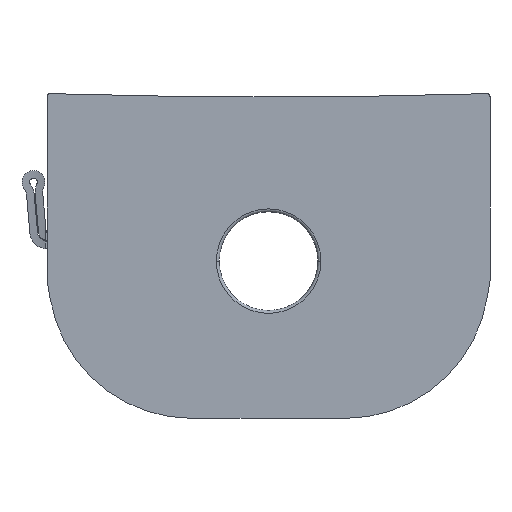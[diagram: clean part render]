
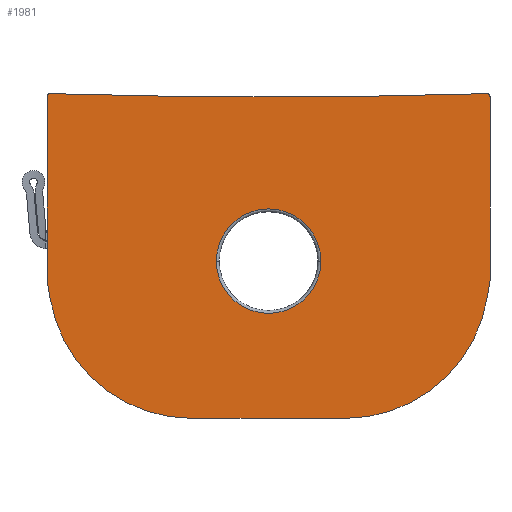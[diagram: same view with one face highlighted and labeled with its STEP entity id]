
A CAD part, left-side view. The second image highlights one B-rep face of the part: STEP entity #1981.
In plain terms, the highlighted planar face has unit normal (-1, 0, 0).
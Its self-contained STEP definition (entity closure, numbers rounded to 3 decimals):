
#660=AXIS2_PLACEMENT_3D('Circle Axis2P3D',#658,#659,$) ;
#1875=AXIS2_PLACEMENT_3D('Circle Axis2P3D',#1873,#1874,$) ;
#1895=AXIS2_PLACEMENT_3D('Plane Axis2P3D',#1892,#1893,#1894) ;
#1899=AXIS2_PLACEMENT_3D('Circle Axis2P3D',#1897,#1898,$) ;
#1920=AXIS2_PLACEMENT_3D('Circle Axis2P3D',#1918,#1919,$) ;
#1941=AXIS2_PLACEMENT_3D('Circle Axis2P3D',#1939,#1940,$) ;
#1965=AXIS2_PLACEMENT_3D('Circle Axis2P3D',#1963,#1964,$) ;
#1974=AXIS2_PLACEMENT_3D('Circle Axis2P3D',#1972,#1973,$) ;
#655=CARTESIAN_POINT('Vertex',(0.,45.89,33.871)) ;
#658=CARTESIAN_POINT('Axis2P3D Location',(0.,23.1,733.5)) ;
#662=CARTESIAN_POINT('Vertex',(0.,0.31,33.871)) ;
#1873=CARTESIAN_POINT('Axis2P3D Location',(0.,0.3,33.571)) ;
#1877=CARTESIAN_POINT('Vertex',(0.,0.,33.571)) ;
#1892=CARTESIAN_POINT('Axis2P3D Location',(0.,23.1,18.5)) ;
#1897=CARTESIAN_POINT('Axis2P3D Location',(0.,15.1,15.)) ;
#1901=CARTESIAN_POINT('Vertex',(0.,15.1,0.)) ;
#1903=CARTESIAN_POINT('Vertex',(0.,0.295,12.588)) ;
#1906=CARTESIAN_POINT('Line Origine',(0.,0.148,13.494)) ;
#1910=CARTESIAN_POINT('Vertex',(0.,0.,14.4)) ;
#1913=CARTESIAN_POINT('Line Origine',(0.,0.,23.986)) ;
#1918=CARTESIAN_POINT('Axis2P3D Location',(0.,45.9,33.571)) ;
#1922=CARTESIAN_POINT('Vertex',(0.,46.2,33.571)) ;
#1925=CARTESIAN_POINT('Line Origine',(0.,46.2,23.986)) ;
#1929=CARTESIAN_POINT('Vertex',(0.,46.2,14.4)) ;
#1932=CARTESIAN_POINT('Line Origine',(0.,46.052,13.494)) ;
#1936=CARTESIAN_POINT('Vertex',(0.,45.905,12.588)) ;
#1939=CARTESIAN_POINT('Axis2P3D Location',(0.,31.1,15.)) ;
#1943=CARTESIAN_POINT('Vertex',(0.,31.1,0.)) ;
#1946=CARTESIAN_POINT('Line Origine',(0.,23.1,0.)) ;
#1963=CARTESIAN_POINT('Axis2P3D Location',(0.,23.1,16.4)) ;
#1967=CARTESIAN_POINT('Vertex',(0.,17.65,16.4)) ;
#1969=CARTESIAN_POINT('Vertex',(0.,28.55,16.4)) ;
#1972=CARTESIAN_POINT('Axis2P3D Location',(0.,23.1,16.4)) ;
#659=DIRECTION('Axis2P3D Direction',(-1.,0.,0.)) ;
#1874=DIRECTION('Axis2P3D Direction',(-1.,0.,0.)) ;
#1893=DIRECTION('Axis2P3D Direction',(-1.,0.,0.)) ;
#1894=DIRECTION('Axis2P3D XDirection',(0.,-1.,0.)) ;
#1898=DIRECTION('Axis2P3D Direction',(-1.,0.,0.)) ;
#1907=DIRECTION('Vector Direction',(0.,0.161,-0.987)) ;
#1914=DIRECTION('Vector Direction',(0.,0.,1.)) ;
#1919=DIRECTION('Axis2P3D Direction',(-1.,0.,0.)) ;
#1926=DIRECTION('Vector Direction',(0.,0.,1.)) ;
#1933=DIRECTION('Vector Direction',(0.,0.161,0.987)) ;
#1940=DIRECTION('Axis2P3D Direction',(-1.,0.,0.)) ;
#1947=DIRECTION('Vector Direction',(0.,1.,0.)) ;
#1964=DIRECTION('Axis2P3D Direction',(-1.,0.,0.)) ;
#1973=DIRECTION('Axis2P3D Direction',(-1.,0.,0.)) ;
#1908=VECTOR('Line Direction',#1907,1.) ;
#1915=VECTOR('Line Direction',#1914,1.) ;
#1927=VECTOR('Line Direction',#1926,1.) ;
#1934=VECTOR('Line Direction',#1933,1.) ;
#1948=VECTOR('Line Direction',#1947,1.) ;
#1952=ORIENTED_EDGE('',*,*,#1905,.T.) ;
#1953=ORIENTED_EDGE('',*,*,#1912,.T.) ;
#1954=ORIENTED_EDGE('',*,*,#1917,.T.) ;
#1955=ORIENTED_EDGE('',*,*,#1879,.T.) ;
#1956=ORIENTED_EDGE('',*,*,#664,.T.) ;
#1957=ORIENTED_EDGE('',*,*,#1924,.T.) ;
#1958=ORIENTED_EDGE('',*,*,#1931,.T.) ;
#1959=ORIENTED_EDGE('',*,*,#1938,.T.) ;
#1960=ORIENTED_EDGE('',*,*,#1945,.T.) ;
#1961=ORIENTED_EDGE('',*,*,#1950,.T.) ;
#1978=ORIENTED_EDGE('',*,*,#1971,.F.) ;
#1979=ORIENTED_EDGE('',*,*,#1976,.F.) ;
#1980=FACE_BOUND('',#1977,.T.) ;
#1981=ADVANCED_FACE('Grundk\X2\00F6\X0\rper',(#1962,#1980),#1896,.T.) ;
#661=CIRCLE('generated circle',#660,700.) ;
#1876=CIRCLE('generated circle',#1875,0.3) ;
#1900=CIRCLE('generated circle',#1899,15.) ;
#1921=CIRCLE('generated circle',#1920,0.3) ;
#1942=CIRCLE('generated circle',#1941,15.) ;
#1966=CIRCLE('generated circle',#1965,5.45) ;
#1975=CIRCLE('generated circle',#1974,5.45) ;
#664=EDGE_CURVE('',#663,#656,#661,.F.) ;
#1879=EDGE_CURVE('',#1878,#663,#1876,.T.) ;
#1905=EDGE_CURVE('',#1902,#1904,#1900,.T.) ;
#1912=EDGE_CURVE('',#1904,#1911,#1909,.F.) ;
#1917=EDGE_CURVE('',#1911,#1878,#1916,.T.) ;
#1924=EDGE_CURVE('',#656,#1923,#1921,.T.) ;
#1931=EDGE_CURVE('',#1923,#1930,#1928,.F.) ;
#1938=EDGE_CURVE('',#1930,#1937,#1935,.F.) ;
#1945=EDGE_CURVE('',#1937,#1944,#1942,.T.) ;
#1950=EDGE_CURVE('',#1944,#1902,#1949,.F.) ;
#1971=EDGE_CURVE('',#1968,#1970,#1966,.T.) ;
#1976=EDGE_CURVE('',#1970,#1968,#1975,.T.) ;
#1951=EDGE_LOOP('',(#1952,#1953,#1954,#1955,#1956,#1957,#1958,#1959,#1960,#1961)) ;
#1977=EDGE_LOOP('',(#1978,#1979)) ;
#1962=FACE_OUTER_BOUND('',#1951,.T.) ;
#1909=LINE('Line',#1906,#1908) ;
#1916=LINE('Line',#1913,#1915) ;
#1928=LINE('Line',#1925,#1927) ;
#1935=LINE('Line',#1932,#1934) ;
#1949=LINE('Line',#1946,#1948) ;
#1896=PLANE('',#1895) ;
#656=VERTEX_POINT('',#655) ;
#663=VERTEX_POINT('',#662) ;
#1878=VERTEX_POINT('',#1877) ;
#1902=VERTEX_POINT('',#1901) ;
#1904=VERTEX_POINT('',#1903) ;
#1911=VERTEX_POINT('',#1910) ;
#1923=VERTEX_POINT('',#1922) ;
#1930=VERTEX_POINT('',#1929) ;
#1937=VERTEX_POINT('',#1936) ;
#1944=VERTEX_POINT('',#1943) ;
#1968=VERTEX_POINT('',#1967) ;
#1970=VERTEX_POINT('',#1969) ;
